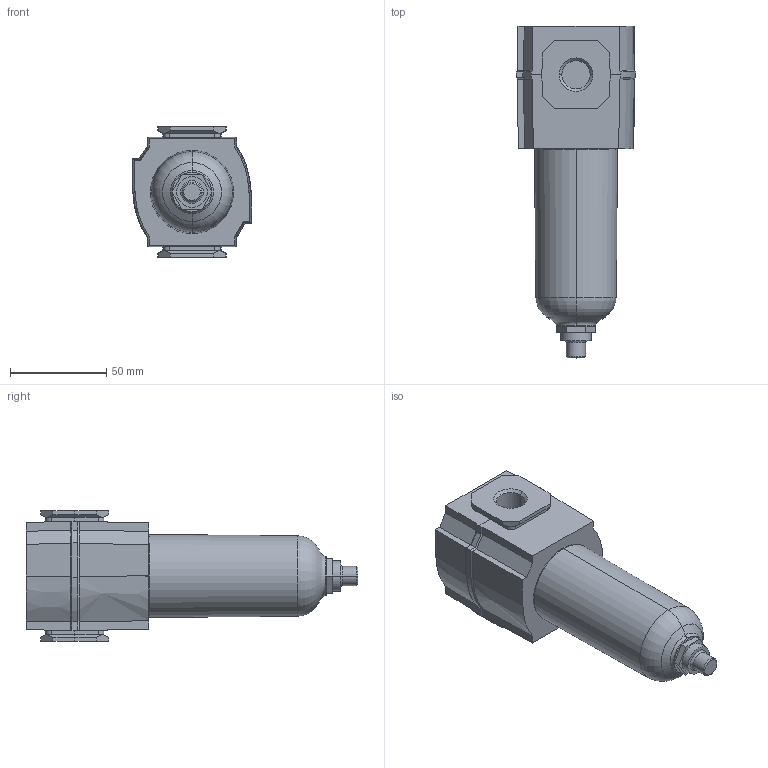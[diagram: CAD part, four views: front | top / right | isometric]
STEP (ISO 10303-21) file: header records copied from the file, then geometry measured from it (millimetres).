
FILE_DESCRIPTION (( 'STEP AP214' ), '1' );
FILE_NAME ('Norgren-F73G-3AN-AT3.step', '2019-03-03T01:37:18', ( '' ), ( '' ), 'SwSTEP 2.0', 'SolidWorks 2019', '' );
FILE_SCHEMA (( 'AUTOMOTIVE_DESIGN' ));
Length unit declared in the file: millimetre
Products named in the file (6): Norgren-F73G-3AN-AT3; Norgren-F73G-3AN-AT3_F73GC_ss_59; Norgren-F73G-3AN-AT3_F73GC_ss_26_A; Norgren-F73G-3AN-AT3_F73GC_73g-3_N; Norgren-F73G-3AN-AT3_F73GC_73t_A; Norgren-F73G-3AN-AT3_F73GC_ss_75
Assembly tree (5 placements, depth 3):
  Norgren-F73G-3AN-AT3
    Norgren-F73G-3AN-AT3_F73GC_73t_A
      Norgren-F73G-3AN-AT3_F73GC_ss_75
      Norgren-F73G-3AN-AT3_F73GC_ss_26_A
    Norgren-F73G-3AN-AT3_F73GC_73g-3_N
      Norgren-F73G-3AN-AT3_F73GC_ss_59
Bounding box: 62.3 x 172.8 x 68 mm (x, y, z)
Volume: 327730.4 mm3; surface area: 39144.1 mm2
Topology: 3 solids, 3 shells, 181 faces, 440 edges, 269 vertices
Faces by surface type: plane 133, cylinder 20, bspline 20, torus 6, cone 2
Entity records: 7351 total; most frequent: CARTESIAN_POINT 1627, ORIENTED_EDGE 880, DIRECTION 801, EDGE_CURVE 440, VECTOR 349, LINE 349, VERTEX_POINT 269, AXIS2_PLACEMENT_3D 226
